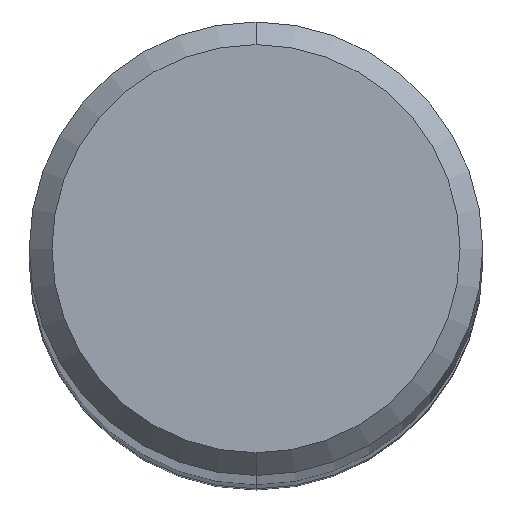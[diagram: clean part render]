
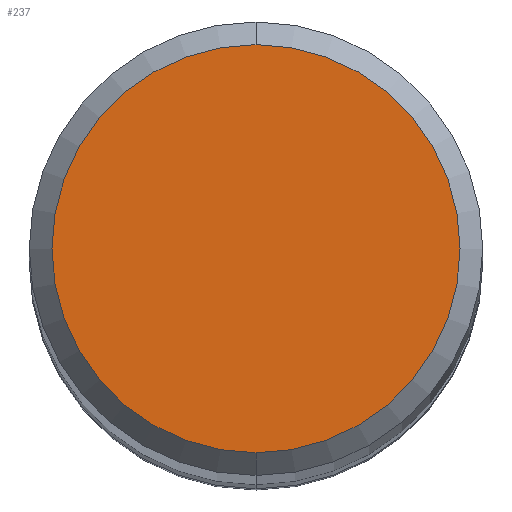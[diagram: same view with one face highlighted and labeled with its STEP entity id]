
A CAD part, top view. The second image highlights one B-rep face of the part: STEP entity #237.
In plain terms, the highlighted planar face has unit normal (0, 0, 1).
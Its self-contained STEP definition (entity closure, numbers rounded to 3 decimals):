
#227=VERTEX_POINT('',#615);
#237=ADVANCED_FACE('',(#625),#626,.T.);
#277=EDGE_CURVE('',#361,#227,#669,.T.);
#361=VERTEX_POINT('',#766);
#501=EDGE_CURVE('',#227,#361,#916,.T.);
#615=CARTESIAN_POINT('',(0.,-3.6,0.0));
#625=FACE_OUTER_BOUND('',#1076,.T.);
#626=PLANE('',#1077);
#669=CIRCLE('',#1149,3.6);
#766=CARTESIAN_POINT('',(0.0,3.6,0.0));
#916=CIRCLE('',#1641,3.6);
#1076=EDGE_LOOP('',(#1788,#1789));
#1077=AXIS2_PLACEMENT_3D('',#1790,#1791,#1792);
#1149=AXIS2_PLACEMENT_3D('',#1834,#1835,#1836);
#1641=AXIS2_PLACEMENT_3D('',#2138,#2139,#2140);
#1788=ORIENTED_EDGE('',*,*,#277,.F.);
#1789=ORIENTED_EDGE('',*,*,#501,.F.);
#1790=CARTESIAN_POINT('',(0.0,1.8,0.0));
#1791=DIRECTION('',(-0.0,0.0,1.0));
#1792=DIRECTION('',(0.0,-1.0,0.0));
#1834=CARTESIAN_POINT('',(0.0,0.0,0.0));
#1835=DIRECTION('',(0.0,0.0,-1.0));
#1836=DIRECTION('',(0.0,1.0,0.0));
#2138=CARTESIAN_POINT('',(0.0,0.0,0.0));
#2139=DIRECTION('',(0.0,0.0,-1.0));
#2140=DIRECTION('',(0.0,1.0,0.0));
